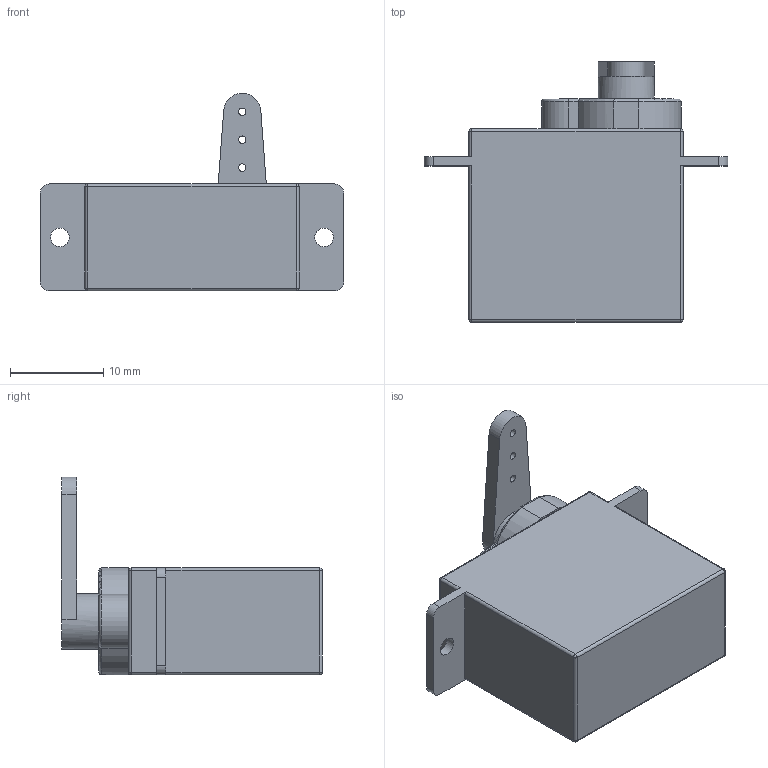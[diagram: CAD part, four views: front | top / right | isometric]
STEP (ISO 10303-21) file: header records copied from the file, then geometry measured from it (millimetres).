
FILE_DESCRIPTION(/* description */ (''),/* implementation_level */ '2;1');
FILE_NAME(/* name */ 'Servo Hitec HS-55 v4.step',/* time_stamp */ '2018-09-06T16:37:50+02:00',/* author */ ('wersy'),/* organization */ (''),/* preprocessor_version */ 'ST-DEVELOPER v17.2',/* originating_system */ 'Autodesk Translation Framework v7.6.0.251',/* authorisation */ '');
FILE_SCHEMA (('AUTOMOTIVE_DESIGN { 1 0 10303 214 3 1 1 }'));
Length unit declared in the file: millimetre
Products named in the file (1): Servo Hitec HS-55
Bounding box: 32.6 x 28 x 21.25 mm (x, y, z)
Volume: 6206.9 mm3; surface area: 2606 mm2
Topology: 2 solids, 2 shells, 76 faces, 185 edges, 113 vertices
Faces by surface type: cylinder 35, plane 29, sphere 8, torus 4
Full cylindrical faces by diameter (mm): 0.8 x3, 2 x2, 6 x1
Entity records: 2348 total; most frequent: CARTESIAN_POINT 445, DIRECTION 416, ORIENTED_EDGE 370, EDGE_CURVE 185, AXIS2_PLACEMENT_3D 160, VERTEX_POINT 113, LINE 96, VECTOR 96
